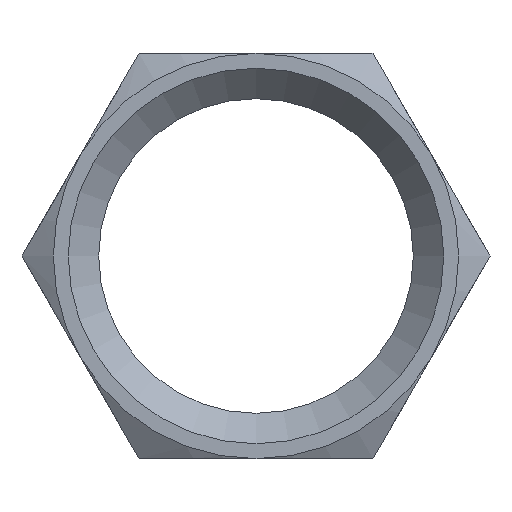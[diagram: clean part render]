
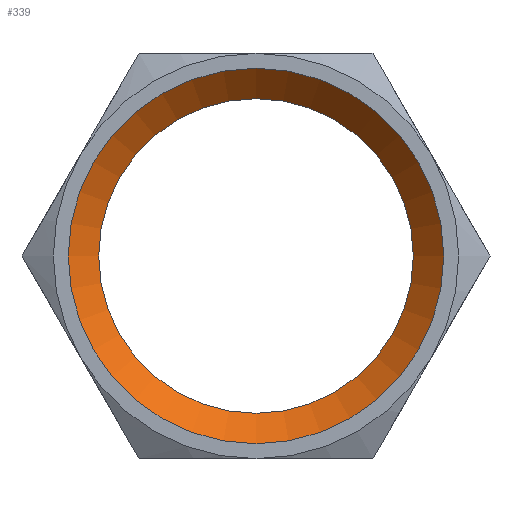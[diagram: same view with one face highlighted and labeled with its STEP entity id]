
A CAD part, left-side view. The second image highlights one B-rep face of the part: STEP entity #339.
In plain terms, the highlighted conical face has half-angle 45 degrees and reference radius 10.216 mm.
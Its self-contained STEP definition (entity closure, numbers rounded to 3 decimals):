
#68=FACE_BOUND($,#105,.T.);
#84=FACE_OUTER_BOUND($,#104,.T.);
#104=EDGE_LOOP($,(#227));
#105=EDGE_LOOP($,(#228));
#140=CIRCLE($,#369,9.316);
#141=CIRCLE($,#370,11.116);
#157=VERTEX_POINT($,#513);
#158=VERTEX_POINT($,#515);
#186=EDGE_CURVE($,#157,#157,#140,.T.);
#187=EDGE_CURVE($,#158,#158,#141,.T.);
#227=ORIENTED_EDGE($,*,*,#186,.T.);
#228=ORIENTED_EDGE($,*,*,#187,.T.);
#309=CONICAL_SURFACE($,#368,10.216,45.);
#339=ADVANCED_FACE($,(#84,#68),#309,.F.);
#368=AXIS2_PLACEMENT_3D($,#512,#415,#416);
#369=AXIS2_PLACEMENT_3D($,#514,#417,#418);
#370=AXIS2_PLACEMENT_3D($,#516,#419,#420);
#415=DIRECTION('center_axis',(-1.,0.,0.));
#416=DIRECTION('ref_axis',(0.,1.,0.));
#417=DIRECTION('center_axis',(1.,0.,0.));
#418=DIRECTION('ref_axis',(0.,1.,0.));
#419=DIRECTION('center_axis',(-1.,0.,0.));
#420=DIRECTION('ref_axis',(0.,1.,0.));
#512=CARTESIAN_POINT('Origin',(-27.1,0.,0.));
#513=CARTESIAN_POINT('',(-26.2,-9.315,0.));
#514=CARTESIAN_POINT('Origin',(-26.2,0.,0.));
#515=CARTESIAN_POINT('',(-28.,-11.115,0.));
#516=CARTESIAN_POINT('Origin',(-28.,0.,0.));
